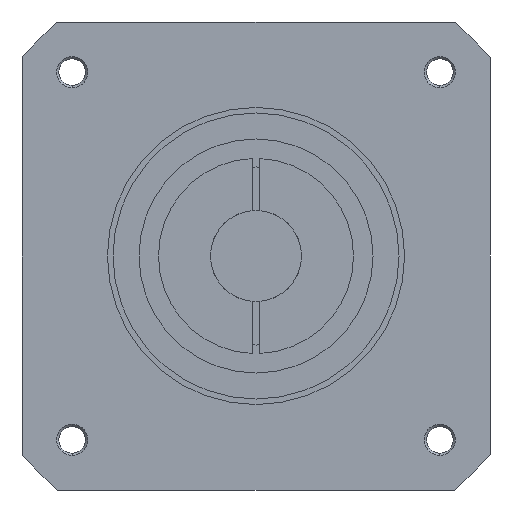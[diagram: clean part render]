
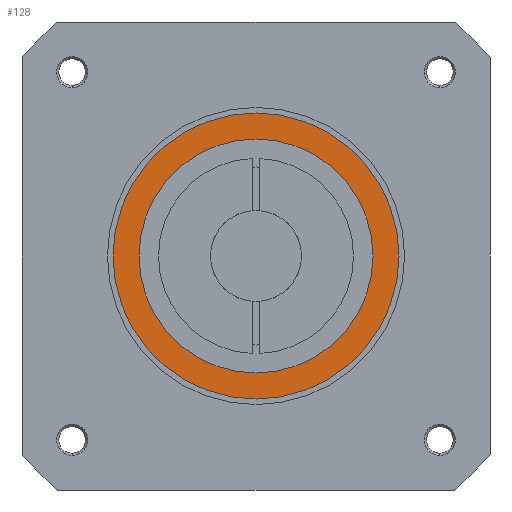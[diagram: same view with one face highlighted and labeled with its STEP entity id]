
A CAD part, front view. The second image highlights one B-rep face of the part: STEP entity #128.
In plain terms, the highlighted planar face has unit normal (0, -1, 0).
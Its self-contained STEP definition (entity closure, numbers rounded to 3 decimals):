
#35 = EDGE_CURVE ( 'NONE', #2862, #3661, #2346, .T. ) ;
#45 = AXIS2_PLACEMENT_3D ( 'NONE', #626, #2895, #953 ) ;
#128 = ADVANCED_FACE ( 'NONE', ( #2585, #3357 ), #775, .T. ) ;
#352 = ORIENTED_EDGE ( 'NONE', *, *, #2063, .T. ) ;
#355 = EDGE_CURVE ( 'NONE', #2211, #1671, #4086, .T. ) ;
#619 = EDGE_LOOP ( 'NONE', ( #3721, #352 ) ) ;
#626 = CARTESIAN_POINT ( 'NONE',  ( 0., 32.5, 0. ) ) ;
#699 = ORIENTED_EDGE ( 'NONE', *, *, #3036, .F. ) ;
#775 = PLANE ( 'NONE',  #2216 ) ;
#915 = CARTESIAN_POINT ( 'NONE',  ( 0., 32.5, -55. ) ) ;
#929 = CIRCLE ( 'NONE', #45, 55. ) ;
#953 = DIRECTION ( 'NONE',  ( 0., 0., 1. ) ) ;
#1046 = AXIS2_PLACEMENT_3D ( 'NONE', #1618, #3919, #1945 ) ;
#1104 = DIRECTION ( 'NONE',  ( 0., -1., 0. ) ) ;
#1396 = CARTESIAN_POINT ( 'NONE',  ( 45., 32.5, 0. ) ) ;
#1432 = AXIS2_PLACEMENT_3D ( 'NONE', #3791, #3448, #3993 ) ;
#1437 = DIRECTION ( 'NONE',  ( 0., 0., -1. ) ) ;
#1618 = CARTESIAN_POINT ( 'NONE',  ( 0., 32.5, 0. ) ) ;
#1671 = VERTEX_POINT ( 'NONE', #2467 ) ;
#1679 = EDGE_LOOP ( 'NONE', ( #1867, #699 ) ) ;
#1684 = CARTESIAN_POINT ( 'NONE',  ( 0., 32.5, 45. ) ) ;
#1867 = ORIENTED_EDGE ( 'NONE', *, *, #35, .F. ) ;
#1945 = DIRECTION ( 'NONE',  ( 0., 0., 1. ) ) ;
#2063 = EDGE_CURVE ( 'NONE', #1671, #2211, #3638, .T. ) ;
#2172 = CARTESIAN_POINT ( 'NONE',  ( 0., 32.5, 55. ) ) ;
#2211 = VERTEX_POINT ( 'NONE', #1684 ) ;
#2216 = AXIS2_PLACEMENT_3D ( 'NONE', #1396, #1104, #1437 ) ;
#2346 = CIRCLE ( 'NONE', #1432, 55. ) ;
#2467 = CARTESIAN_POINT ( 'NONE',  ( 0., 32.5, -45. ) ) ;
#2506 = CARTESIAN_POINT ( 'NONE',  ( 0., 32.5, 0. ) ) ;
#2522 = DIRECTION ( 'NONE',  ( 0., 1., 0. ) ) ;
#2585 = FACE_BOUND ( 'NONE', #619, .T. ) ;
#2693 = DIRECTION ( 'NONE',  ( 0., 0., 1. ) ) ;
#2862 = VERTEX_POINT ( 'NONE', #2172 ) ;
#2895 = DIRECTION ( 'NONE',  ( 0., 1., 0. ) ) ;
#3013 = AXIS2_PLACEMENT_3D ( 'NONE', #2506, #2522, #2693 ) ;
#3036 = EDGE_CURVE ( 'NONE', #3661, #2862, #929, .T. ) ;
#3357 = FACE_OUTER_BOUND ( 'NONE', #1679, .T. ) ;
#3448 = DIRECTION ( 'NONE',  ( 0., 1., 0. ) ) ;
#3638 = CIRCLE ( 'NONE', #1046, 45. ) ;
#3661 = VERTEX_POINT ( 'NONE', #915 ) ;
#3721 = ORIENTED_EDGE ( 'NONE', *, *, #355, .T. ) ;
#3791 = CARTESIAN_POINT ( 'NONE',  ( 0., 32.5, 0. ) ) ;
#3919 = DIRECTION ( 'NONE',  ( 0., 1., 0. ) ) ;
#3993 = DIRECTION ( 'NONE',  ( 0., 0., 1. ) ) ;
#4086 = CIRCLE ( 'NONE', #3013, 45. ) ;
